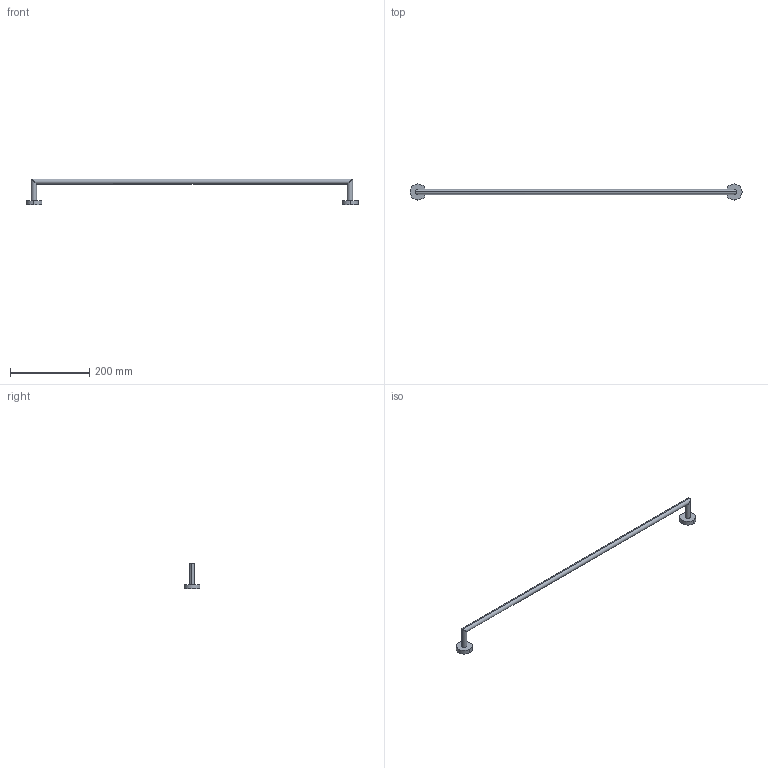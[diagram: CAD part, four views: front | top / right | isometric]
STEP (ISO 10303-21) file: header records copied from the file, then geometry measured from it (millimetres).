
FILE_DESCRIPTION (( 'STEP AP214' ), '1' );
FILE_NAME ('83080979.STEP', '2020-10-08T13:30:53', ( '' ), ( '' ), 'SwSTEP 2.0', 'SolidWorks 2020', '' );
FILE_SCHEMA (( 'AUTOMOTIVE_DESIGN' ));
Length unit declared in the file: millimetre
Products named in the file (4): Planungsmodell_Rohr_gerade-+-28.568.780-10_ _K396_40,5x11; Planungsmodell_Rohr-+-08.17.20.630.90-01_ _K16_13x59_45_90; 83080979; Planungsmodell_Rohr-+-08.17.20.630.90-01_ _K17_13x813_45_45
Assembly tree (5 placements, depth 2):
  83080979
    Planungsmodell_Rohr_gerade-+-28.568.780-10_ _K396_40,5x11  x2
    Planungsmodell_Rohr-+-08.17.20.630.90-01_ _K17_13x813_45_45
    Planungsmodell_Rohr-+-08.17.20.630.90-01_ _K16_13x59_45_90  x2
Bounding box: 840.5 x 40.5 x 65.7 mm (x, y, z)
Volume: 147329 mm3; surface area: 45578.2 mm2
Topology: 5 solids, 5 shells, 20 faces, 30 edges, 20 vertices
Faces by surface type: cylinder 10, plane 10
Entity records: 449 total; most frequent: CARTESIAN_POINT 68, DIRECTION 58, ORIENTED_EDGE 36, AXIS2_PLACEMENT_3D 26, EDGE_CURVE 18, VERTEX_POINT 12, ADVANCED_FACE 12, FACE_OUTER_BOUND 12
